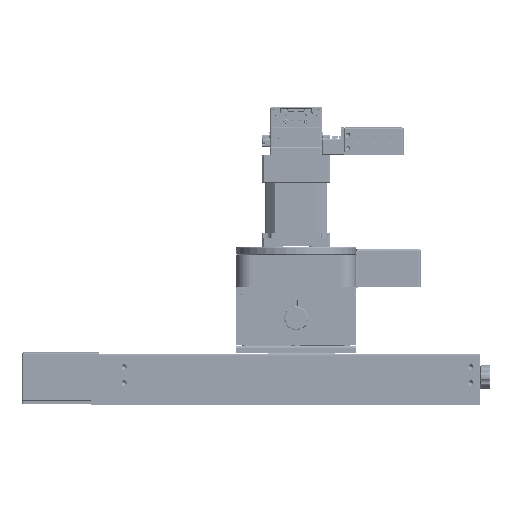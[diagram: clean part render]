
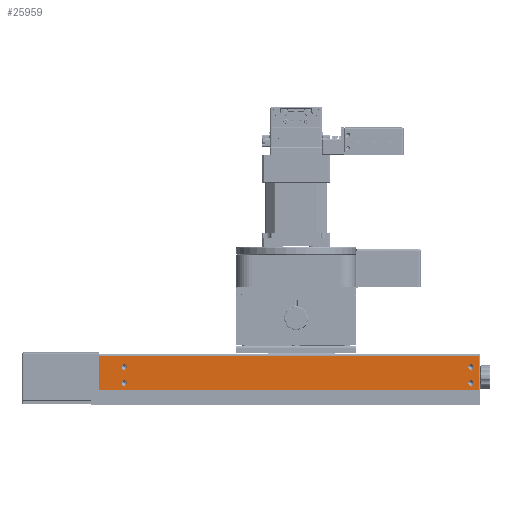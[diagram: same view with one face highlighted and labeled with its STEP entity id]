
A CAD part, left-side view. The second image highlights one B-rep face of the part: STEP entity #25959.
In plain terms, the highlighted planar face has unit normal (-1, 0, 0).
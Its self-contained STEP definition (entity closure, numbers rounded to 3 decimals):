
#1662 = CARTESIAN_POINT ( 'NONE',  ( -145.585, -98.969, 25.047 ) ) ;
#6580 = FACE_BOUND ( 'NONE', #94808, .T. ) ;
#10958 = EDGE_CURVE ( 'NONE', #16810, #16810, #84204, .T. ) ;
#12978 = LINE ( 'NONE', #148302, #70649 ) ;
#13544 = VERTEX_POINT ( 'NONE', #44665 ) ;
#16810 = VERTEX_POINT ( 'NONE', #34542 ) ;
#19485 = ORIENTED_EDGE ( 'NONE', *, *, #50671, .F. ) ;
#25959 = ADVANCED_FACE ( 'NONE', ( #107533, #209546, #6580, #116268, #63076 ), #97443, .T. ) ;
#26233 = CARTESIAN_POINT ( 'NONE',  ( -145.585, 334.231, 5.047 ) ) ;
#27155 = CARTESIAN_POINT ( 'NONE',  ( -145.585, -109.969, 39.047 ) ) ;
#29742 = CARTESIAN_POINT ( 'NONE',  ( -145.585, 365.831, -3.953 ) ) ;
#29757 = CARTESIAN_POINT ( 'NONE',  ( -145.585, -109.969, -3.953 ) ) ;
#34542 = CARTESIAN_POINT ( 'NONE',  ( -145.585, -98.969, 8.407 ) ) ;
#36247 = DIRECTION ( 'NONE',  ( 1., 0., 0. ) ) ;
#44665 = CARTESIAN_POINT ( 'NONE',  ( -145.585, 334.231, 28.407 ) ) ;
#45101 = VERTEX_POINT ( 'NONE', #98992 ) ;
#50671 = EDGE_CURVE ( 'NONE', #164271, #112424, #181718, .T. ) ;
#51322 = EDGE_CURVE ( 'NONE', #13544, #13544, #103164, .T. ) ;
#51597 = DIRECTION ( 'NONE',  ( 1., 0., 0. ) ) ;
#53991 = CARTESIAN_POINT ( 'NONE',  ( -145.585, 334.231, 25.047 ) ) ;
#55533 = CARTESIAN_POINT ( 'NONE',  ( -145.585, -98.969, 28.407 ) ) ;
#56074 = LINE ( 'NONE', #27155, #192031 ) ;
#58232 = EDGE_LOOP ( 'NONE', ( #156415, #19485, #154886, #170057 ) ) ;
#61989 = DIRECTION ( 'NONE',  ( -1., 0., 0. ) ) ;
#63076 = FACE_BOUND ( 'NONE', #115283, .T. ) ;
#64052 = VECTOR ( 'NONE', #97427, 1000. ) ;
#64771 = EDGE_CURVE ( 'NONE', #120797, #120797, #214390, .T. ) ;
#66174 = LINE ( 'NONE', #81730, #135502 ) ;
#70649 = VECTOR ( 'NONE', #215948, 1000. ) ;
#72126 = DIRECTION ( 'NONE',  ( 0., 0., 1. ) ) ;
#78057 = ORIENTED_EDGE ( 'NONE', *, *, #64771, .T. ) ;
#81059 = AXIS2_PLACEMENT_3D ( 'NONE', #29757, #61989, #117379 ) ;
#81730 = CARTESIAN_POINT ( 'NONE',  ( -145.585, -109.969, -3.753 ) ) ;
#83774 = DIRECTION ( 'NONE',  ( 0., 0., 1. ) ) ;
#84204 = CIRCLE ( 'NONE', #169206, 3.36 ) ;
#93883 = DIRECTION ( 'NONE',  ( 1., 0., 0. ) ) ;
#94544 = EDGE_LOOP ( 'NONE', ( #194662 ) ) ;
#94808 = EDGE_LOOP ( 'NONE', ( #78057 ) ) ;
#96347 = EDGE_CURVE ( 'NONE', #45101, #164271, #66174, .T. ) ;
#97427 = DIRECTION ( 'NONE',  ( 0., 0., 1. ) ) ;
#97443 = PLANE ( 'NONE',  #81059 ) ;
#98992 = CARTESIAN_POINT ( 'NONE',  ( -145.585, -109.769, -3.753 ) ) ;
#102180 = EDGE_CURVE ( 'NONE', #112424, #153985, #56074, .T. ) ;
#103164 = CIRCLE ( 'NONE', #159804, 3.36 ) ;
#107533 = FACE_OUTER_BOUND ( 'NONE', #58232, .T. ) ;
#108439 = CARTESIAN_POINT ( 'NONE',  ( -145.585, -109.769, 39.047 ) ) ;
#112424 = VERTEX_POINT ( 'NONE', #188477 ) ;
#115283 = EDGE_LOOP ( 'NONE', ( #182006 ) ) ;
#116268 = FACE_BOUND ( 'NONE', #94544, .T. ) ;
#117379 = DIRECTION ( 'NONE',  ( 0., 0., 1. ) ) ;
#118806 = AXIS2_PLACEMENT_3D ( 'NONE', #26233, #93883, #128253 ) ;
#120797 = VERTEX_POINT ( 'NONE', #188421 ) ;
#121645 = DIRECTION ( 'NONE',  ( 0., 0., 1. ) ) ;
#127180 = AXIS2_PLACEMENT_3D ( 'NONE', #1662, #51597, #83774 ) ;
#128253 = DIRECTION ( 'NONE',  ( 0., 0., 1. ) ) ;
#129071 = EDGE_CURVE ( 'NONE', #157550, #157550, #183873, .T. ) ;
#135502 = VECTOR ( 'NONE', #199286, 1000. ) ;
#139780 = CARTESIAN_POINT ( 'NONE',  ( -145.585, -98.969, 5.047 ) ) ;
#142537 = EDGE_LOOP ( 'NONE', ( #186460 ) ) ;
#148302 = CARTESIAN_POINT ( 'NONE',  ( -145.585, -109.769, -3.953 ) ) ;
#153985 = VERTEX_POINT ( 'NONE', #108439 ) ;
#154291 = EDGE_CURVE ( 'NONE', #153985, #45101, #12978, .T. ) ;
#154886 = ORIENTED_EDGE ( 'NONE', *, *, #96347, .F. ) ;
#155811 = CARTESIAN_POINT ( 'NONE',  ( -145.585, 365.831, -3.753 ) ) ;
#156415 = ORIENTED_EDGE ( 'NONE', *, *, #102180, .F. ) ;
#157550 = VERTEX_POINT ( 'NONE', #55533 ) ;
#159804 = AXIS2_PLACEMENT_3D ( 'NONE', #53991, #36247, #121645 ) ;
#163556 = DIRECTION ( 'NONE',  ( 0., -1., 0. ) ) ;
#164271 = VERTEX_POINT ( 'NONE', #155811 ) ;
#169206 = AXIS2_PLACEMENT_3D ( 'NONE', #139780, #171958, #72126 ) ;
#170057 = ORIENTED_EDGE ( 'NONE', *, *, #154291, .F. ) ;
#171958 = DIRECTION ( 'NONE',  ( 1., 0., 0. ) ) ;
#181718 = LINE ( 'NONE', #29742, #64052 ) ;
#182006 = ORIENTED_EDGE ( 'NONE', *, *, #129071, .T. ) ;
#183873 = CIRCLE ( 'NONE', #127180, 3.36 ) ;
#186460 = ORIENTED_EDGE ( 'NONE', *, *, #51322, .T. ) ;
#188421 = CARTESIAN_POINT ( 'NONE',  ( -145.585, 334.231, 8.407 ) ) ;
#188477 = CARTESIAN_POINT ( 'NONE',  ( -145.585, 365.831, 39.047 ) ) ;
#192031 = VECTOR ( 'NONE', #163556, 1000. ) ;
#194662 = ORIENTED_EDGE ( 'NONE', *, *, #10958, .T. ) ;
#199286 = DIRECTION ( 'NONE',  ( 0., 1., 0. ) ) ;
#209546 = FACE_BOUND ( 'NONE', #142537, .T. ) ;
#214390 = CIRCLE ( 'NONE', #118806, 3.36 ) ;
#215948 = DIRECTION ( 'NONE',  ( 0., 0., -1. ) ) ;
